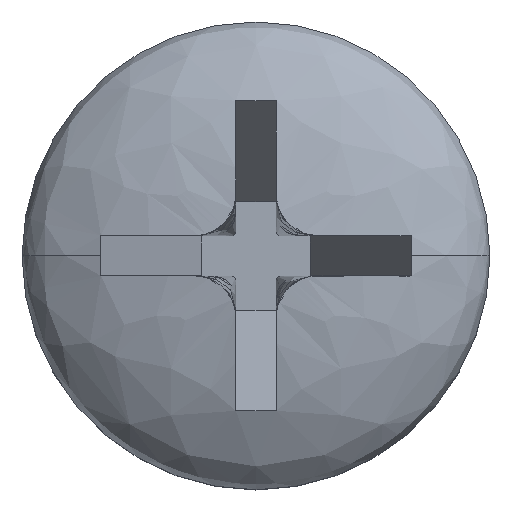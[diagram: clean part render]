
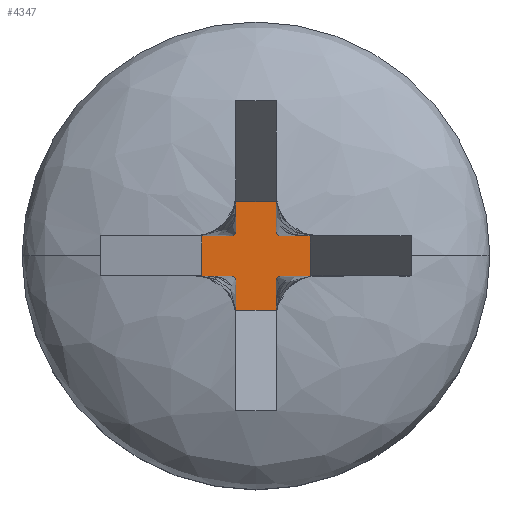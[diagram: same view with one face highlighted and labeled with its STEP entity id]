
A CAD part, top view. The second image highlights one B-rep face of the part: STEP entity #4347.
In plain terms, the highlighted planar face has unit normal (0, 0, 1).
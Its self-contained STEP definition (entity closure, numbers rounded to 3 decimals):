
#134 = EDGE_CURVE ( 'NONE', #5863, #6243, #3119, .T. ) ;
#212 = DIRECTION ( 'NONE',  ( -1., 0., 0. ) ) ;
#288 = EDGE_CURVE ( 'NONE', #6221, #566, #4031, .T. ) ;
#345 = EDGE_CURVE ( 'NONE', #5063, #5323, #2517, .T. ) ;
#355 = LINE ( 'NONE', #5026, #1962 ) ;
#464 = CARTESIAN_POINT ( 'NONE',  ( -0.65, -0.241, 0. ) ) ;
#492 = VECTOR ( 'NONE', #4397, 1000. ) ;
#566 = VERTEX_POINT ( 'NONE', #6931 ) ;
#611 = EDGE_CURVE ( 'NONE', #3639, #1428, #1121, .T. ) ;
#706 = VECTOR ( 'NONE', #4780, 1000. ) ;
#765 = CARTESIAN_POINT ( 'NONE',  ( -0.291, 0.241, 0. ) ) ;
#822 = CARTESIAN_POINT ( 'NONE',  ( 0.291, -0.241, 0. ) ) ;
#900 = ORIENTED_EDGE ( 'NONE', *, *, #3213, .T. ) ;
#951 = DIRECTION ( 'NONE',  ( -1., 0., 0. ) ) ;
#952 = EDGE_CURVE ( 'NONE', #4158, #5063, #6639, .T. ) ;
#960 = VECTOR ( 'NONE', #1875, 1000. ) ;
#983 = CARTESIAN_POINT ( 'NONE',  ( -0.65, -0.241, 0. ) ) ;
#1071 = ORIENTED_EDGE ( 'NONE', *, *, #4614, .T. ) ;
#1083 = VECTOR ( 'NONE', #5919, 1000. ) ;
#1097 = AXIS2_PLACEMENT_3D ( 'NONE', #1602, #5394, #2137 ) ;
#1121 = CIRCLE ( 'NONE', #4772, 0.05 ) ;
#1210 = VECTOR ( 'NONE', #5556, 1000. ) ;
#1229 = CARTESIAN_POINT ( 'NONE',  ( -0.291, -0.241, 0. ) ) ;
#1313 = DIRECTION ( 'NONE',  ( 0., -1., 0. ) ) ;
#1379 = CARTESIAN_POINT ( 'NONE',  ( 0.291, 0.291, 0. ) ) ;
#1384 = VECTOR ( 'NONE', #1889, 1000. ) ;
#1428 = VERTEX_POINT ( 'NONE', #822 ) ;
#1536 = DIRECTION ( 'NONE',  ( -1., 0., 0. ) ) ;
#1602 = CARTESIAN_POINT ( 'NONE',  ( -0.291, -0.291, 0. ) ) ;
#1636 = CARTESIAN_POINT ( 'NONE',  ( -0.241, 0.65, 0. ) ) ;
#1640 = CIRCLE ( 'NONE', #1097, 0.05 ) ;
#1694 = ORIENTED_EDGE ( 'NONE', *, *, #1738, .T. ) ;
#1738 = EDGE_CURVE ( 'NONE', #3464, #3233, #4195, .T. ) ;
#1863 = CARTESIAN_POINT ( 'NONE',  ( -0.241, -0.291, 0. ) ) ;
#1875 = DIRECTION ( 'NONE',  ( 1., 0., 0. ) ) ;
#1889 = DIRECTION ( 'NONE',  ( 0., -1., 0. ) ) ;
#1917 = DIRECTION ( 'NONE',  ( -1., 0., 0. ) ) ;
#1962 = VECTOR ( 'NONE', #1313, 1000. ) ;
#2041 = ORIENTED_EDGE ( 'NONE', *, *, #6303, .T. ) ;
#2125 = CARTESIAN_POINT ( 'NONE',  ( -0.241, 0.291, 0. ) ) ;
#2137 = DIRECTION ( 'NONE',  ( -1., 0., 0. ) ) ;
#2231 = VERTEX_POINT ( 'NONE', #6385 ) ;
#2299 = CARTESIAN_POINT ( 'NONE',  ( 0.65, 0.241, 0. ) ) ;
#2346 = CARTESIAN_POINT ( 'NONE',  ( 0.241, -0.291, 0. ) ) ;
#2456 = ORIENTED_EDGE ( 'NONE', *, *, #2825, .T. ) ;
#2517 = LINE ( 'NONE', #5363, #1083 ) ;
#2603 = DIRECTION ( 'NONE',  ( 1., 0., 0. ) ) ;
#2770 = EDGE_CURVE ( 'NONE', #7019, #4381, #4502, .T. ) ;
#2825 = EDGE_CURVE ( 'NONE', #5323, #6240, #6708, .T. ) ;
#2872 = EDGE_LOOP ( 'NONE', ( #6093, #6770, #900, #1694, #4048, #1071, #3267, #4320, #5399, #5407, #2041, #5914, #6056, #2456, #3713, #4881 ) ) ;
#2882 = CARTESIAN_POINT ( 'NONE',  ( 0.241, 0.65, 0. ) ) ;
#2889 = CARTESIAN_POINT ( 'NONE',  ( 0.241, 0.65, 0. ) ) ;
#2933 = CARTESIAN_POINT ( 'NONE',  ( 0.291, -0.241, 0. ) ) ;
#3119 = CIRCLE ( 'NONE', #5744, 0.05 ) ;
#3213 = EDGE_CURVE ( 'NONE', #6243, #3464, #5370, .T. ) ;
#3233 = VERTEX_POINT ( 'NONE', #464 ) ;
#3267 = ORIENTED_EDGE ( 'NONE', *, *, #2770, .T. ) ;
#3396 = CARTESIAN_POINT ( 'NONE',  ( -0.241, -0.291, 0. ) ) ;
#3464 = VERTEX_POINT ( 'NONE', #6549 ) ;
#3636 = PLANE ( 'NONE',  #5944 ) ;
#3639 = VERTEX_POINT ( 'NONE', #2346 ) ;
#3713 = ORIENTED_EDGE ( 'NONE', *, *, #5395, .T. ) ;
#3760 = LINE ( 'NONE', #1229, #1210 ) ;
#3974 = DIRECTION ( 'NONE',  ( 0., 1., 0. ) ) ;
#3989 = VECTOR ( 'NONE', #2603, 1000. ) ;
#3993 = CARTESIAN_POINT ( 'NONE',  ( 0.241, 0.291, 0. ) ) ;
#4031 = LINE ( 'NONE', #1636, #492 ) ;
#4048 = ORIENTED_EDGE ( 'NONE', *, *, #5012, .T. ) ;
#4072 = AXIS2_PLACEMENT_3D ( 'NONE', #1379, #5169, #1917 ) ;
#4084 = VECTOR ( 'NONE', #1536, 1000. ) ;
#4158 = VERTEX_POINT ( 'NONE', #6363 ) ;
#4184 = DIRECTION ( 'NONE',  ( 0., 0., -1. ) ) ;
#4195 = LINE ( 'NONE', #983, #706 ) ;
#4320 = ORIENTED_EDGE ( 'NONE', *, *, #4416, .T. ) ;
#4347 = ADVANCED_FACE ( 'NONE', ( #6722 ), #3636, .F. ) ;
#4377 = DIRECTION ( 'NONE',  ( -1., 0., 0. ) ) ;
#4381 = VERTEX_POINT ( 'NONE', #5823 ) ;
#4397 = DIRECTION ( 'NONE',  ( -1., 0., 0. ) ) ;
#4416 = EDGE_CURVE ( 'NONE', #4381, #2231, #6914, .T. ) ;
#4430 = LINE ( 'NONE', #2889, #4619 ) ;
#4477 = CARTESIAN_POINT ( 'NONE',  ( 0.241, -0.291, 0. ) ) ;
#4502 = LINE ( 'NONE', #1863, #1384 ) ;
#4614 = EDGE_CURVE ( 'NONE', #5489, #7019, #1640, .T. ) ;
#4619 = VECTOR ( 'NONE', #3974, 1000. ) ;
#4721 = CARTESIAN_POINT ( 'NONE',  ( -0.291, 0.291, 0. ) ) ;
#4772 = AXIS2_PLACEMENT_3D ( 'NONE', #6166, #6312, #212 ) ;
#4780 = DIRECTION ( 'NONE',  ( 0., -1., 0. ) ) ;
#4881 = ORIENTED_EDGE ( 'NONE', *, *, #288, .T. ) ;
#5012 = EDGE_CURVE ( 'NONE', #3233, #5489, #3760, .T. ) ;
#5026 = CARTESIAN_POINT ( 'NONE',  ( -0.241, 0.65, 0. ) ) ;
#5063 = VERTEX_POINT ( 'NONE', #2299 ) ;
#5101 = LINE ( 'NONE', #4477, #5192 ) ;
#5169 = DIRECTION ( 'NONE',  ( 0., 0., -1. ) ) ;
#5174 = CARTESIAN_POINT ( 'NONE',  ( 0.291, 0.241, 0. ) ) ;
#5192 = VECTOR ( 'NONE', #6684, 1000. ) ;
#5323 = VERTEX_POINT ( 'NONE', #5174 ) ;
#5363 = CARTESIAN_POINT ( 'NONE',  ( 0.291, 0.241, 0. ) ) ;
#5370 = LINE ( 'NONE', #5841, #4084 ) ;
#5394 = DIRECTION ( 'NONE',  ( 0., 0., -1. ) ) ;
#5395 = EDGE_CURVE ( 'NONE', #6240, #6221, #4430, .T. ) ;
#5399 = ORIENTED_EDGE ( 'NONE', *, *, #6138, .T. ) ;
#5407 = ORIENTED_EDGE ( 'NONE', *, *, #611, .T. ) ;
#5489 = VERTEX_POINT ( 'NONE', #5664 ) ;
#5556 = DIRECTION ( 'NONE',  ( 1., 0., 0. ) ) ;
#5664 = CARTESIAN_POINT ( 'NONE',  ( -0.291, -0.241, 0. ) ) ;
#5744 = AXIS2_PLACEMENT_3D ( 'NONE', #7029, #6022, #4377 ) ;
#5823 = CARTESIAN_POINT ( 'NONE',  ( -0.241, -0.65, 0. ) ) ;
#5841 = CARTESIAN_POINT ( 'NONE',  ( -0.291, 0.241, 0. ) ) ;
#5863 = VERTEX_POINT ( 'NONE', #2125 ) ;
#5914 = ORIENTED_EDGE ( 'NONE', *, *, #952, .T. ) ;
#5919 = DIRECTION ( 'NONE',  ( -1., 0., 0. ) ) ;
#5944 = AXIS2_PLACEMENT_3D ( 'NONE', #4721, #4184, #951 ) ;
#6022 = DIRECTION ( 'NONE',  ( 0., 0., -1. ) ) ;
#6056 = ORIENTED_EDGE ( 'NONE', *, *, #345, .T. ) ;
#6093 = ORIENTED_EDGE ( 'NONE', *, *, #6246, .T. ) ;
#6097 = LINE ( 'NONE', #2933, #960 ) ;
#6138 = EDGE_CURVE ( 'NONE', #2231, #3639, #5101, .T. ) ;
#6166 = CARTESIAN_POINT ( 'NONE',  ( 0.291, -0.291, 0. ) ) ;
#6221 = VERTEX_POINT ( 'NONE', #2882 ) ;
#6240 = VERTEX_POINT ( 'NONE', #3993 ) ;
#6243 = VERTEX_POINT ( 'NONE', #765 ) ;
#6246 = EDGE_CURVE ( 'NONE', #566, #5863, #355, .T. ) ;
#6303 = EDGE_CURVE ( 'NONE', #1428, #4158, #6097, .T. ) ;
#6312 = DIRECTION ( 'NONE',  ( 0., 0., -1. ) ) ;
#6363 = CARTESIAN_POINT ( 'NONE',  ( 0.65, -0.241, 0. ) ) ;
#6385 = CARTESIAN_POINT ( 'NONE',  ( 0.241, -0.65, 0. ) ) ;
#6401 = CARTESIAN_POINT ( 'NONE',  ( 0.241, -0.65, 0. ) ) ;
#6490 = VECTOR ( 'NONE', #6950, 1000. ) ;
#6549 = CARTESIAN_POINT ( 'NONE',  ( -0.65, 0.241, 0. ) ) ;
#6639 = LINE ( 'NONE', #6665, #6490 ) ;
#6665 = CARTESIAN_POINT ( 'NONE',  ( 0.65, 0.241, 0. ) ) ;
#6684 = DIRECTION ( 'NONE',  ( 0., 1., 0. ) ) ;
#6708 = CIRCLE ( 'NONE', #4072, 0.05 ) ;
#6722 = FACE_OUTER_BOUND ( 'NONE', #2872, .T. ) ;
#6770 = ORIENTED_EDGE ( 'NONE', *, *, #134, .T. ) ;
#6914 = LINE ( 'NONE', #6401, #3989 ) ;
#6931 = CARTESIAN_POINT ( 'NONE',  ( -0.241, 0.65, 0. ) ) ;
#6950 = DIRECTION ( 'NONE',  ( 0., 1., 0. ) ) ;
#7019 = VERTEX_POINT ( 'NONE', #3396 ) ;
#7029 = CARTESIAN_POINT ( 'NONE',  ( -0.291, 0.291, 0. ) ) ;
